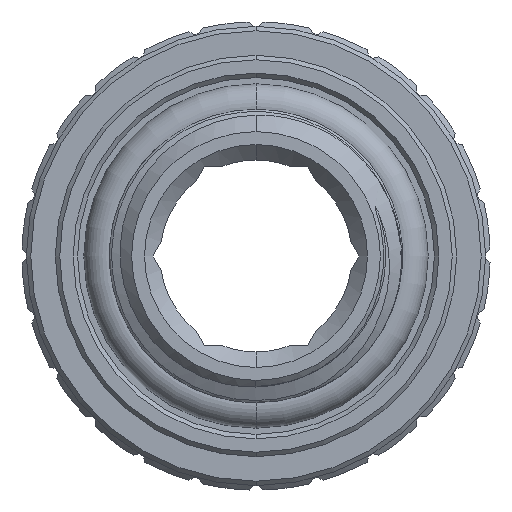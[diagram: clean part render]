
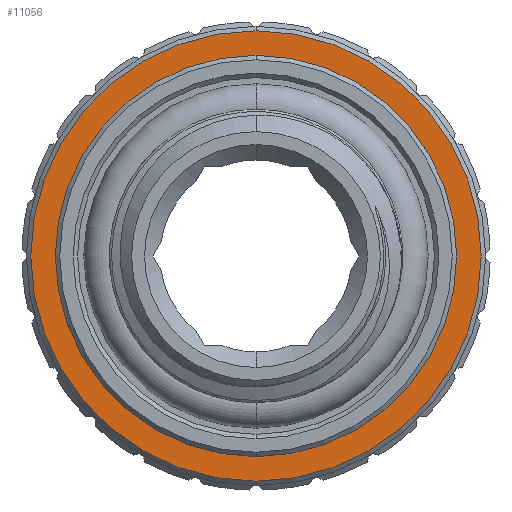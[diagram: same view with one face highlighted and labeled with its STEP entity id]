
A CAD part, front view. The second image highlights one B-rep face of the part: STEP entity #11056.
In plain terms, the highlighted planar face has unit normal (0, -1, 0).
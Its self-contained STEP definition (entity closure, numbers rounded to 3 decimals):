
#108 = FACE_BOUND ( 'NONE', #2877, .T. ) ;
#128 = AXIS2_PLACEMENT_3D ( 'NONE', #4972, #17357, #17440 ) ;
#489 = AXIS2_PLACEMENT_3D ( 'NONE', #8794, #8872, #14272 ) ;
#916 = EDGE_LOOP ( 'NONE', ( #3645, #5470 ) ) ;
#1499 = CIRCLE ( 'NONE', #10662, 10.1 ) ;
#1853 = CARTESIAN_POINT ( 'NONE',  ( 0., 0.2, 10.1 ) ) ;
#2877 = EDGE_LOOP ( 'NONE', ( #15720, #11536 ) ) ;
#3008 = DIRECTION ( 'NONE',  ( 0., -1., 0. ) ) ;
#3645 = ORIENTED_EDGE ( 'NONE', *, *, #13388, .T. ) ;
#4759 = CARTESIAN_POINT ( 'NONE',  ( 0., 0.2, -10.1 ) ) ;
#4798 = CIRCLE ( 'NONE', #14831, 9. ) ;
#4972 = CARTESIAN_POINT ( 'NONE',  ( 0., 0.2, 0. ) ) ;
#5470 = ORIENTED_EDGE ( 'NONE', *, *, #15461, .T. ) ;
#5577 = FACE_OUTER_BOUND ( 'NONE', #916, .T. ) ;
#5593 = AXIS2_PLACEMENT_3D ( 'NONE', #15554, #3008, #16810 ) ;
#6592 = VERTEX_POINT ( 'NONE', #11309 ) ;
#6730 = DIRECTION ( 'NONE',  ( 0., 0., -1. ) ) ;
#7267 = CARTESIAN_POINT ( 'NONE',  ( 0., 0.2, 0. ) ) ;
#7693 = EDGE_CURVE ( 'NONE', #6592, #8940, #4798, .T. ) ;
#7700 = VERTEX_POINT ( 'NONE', #4759 ) ;
#8350 = PLANE ( 'NONE',  #489 ) ;
#8794 = CARTESIAN_POINT ( 'NONE',  ( 0., 0.2, 0. ) ) ;
#8872 = DIRECTION ( 'NONE',  ( 0., -1., 0. ) ) ;
#8940 = VERTEX_POINT ( 'NONE', #16955 ) ;
#9276 = CIRCLE ( 'NONE', #128, 10.1 ) ;
#9424 = CARTESIAN_POINT ( 'NONE',  ( 0., 0.2, 0. ) ) ;
#9636 = EDGE_CURVE ( 'NONE', #8940, #6592, #15038, .T. ) ;
#10662 = AXIS2_PLACEMENT_3D ( 'NONE', #7267, #14262, #11297 ) ;
#11056 = ADVANCED_FACE ( 'NONE', ( #5577, #108 ), #8350, .T. ) ;
#11297 = DIRECTION ( 'NONE',  ( 0., 0., -1. ) ) ;
#11309 = CARTESIAN_POINT ( 'NONE',  ( 0., 0.2, -9. ) ) ;
#11536 = ORIENTED_EDGE ( 'NONE', *, *, #7693, .F. ) ;
#13388 = EDGE_CURVE ( 'NONE', #17130, #7700, #9276, .T. ) ;
#14262 = DIRECTION ( 'NONE',  ( 0., -1., 0. ) ) ;
#14272 = DIRECTION ( 'NONE',  ( 0., 0., -1. ) ) ;
#14831 = AXIS2_PLACEMENT_3D ( 'NONE', #9424, #14897, #6730 ) ;
#14897 = DIRECTION ( 'NONE',  ( 0., -1., 0. ) ) ;
#15038 = CIRCLE ( 'NONE', #5593, 9. ) ;
#15461 = EDGE_CURVE ( 'NONE', #7700, #17130, #1499, .T. ) ;
#15554 = CARTESIAN_POINT ( 'NONE',  ( 0., 0.2, 0. ) ) ;
#15720 = ORIENTED_EDGE ( 'NONE', *, *, #9636, .F. ) ;
#16810 = DIRECTION ( 'NONE',  ( 0., 0., -1. ) ) ;
#16955 = CARTESIAN_POINT ( 'NONE',  ( 0., 0.2, 9. ) ) ;
#17130 = VERTEX_POINT ( 'NONE', #1853 ) ;
#17357 = DIRECTION ( 'NONE',  ( 0., -1., 0. ) ) ;
#17440 = DIRECTION ( 'NONE',  ( 0., 0., -1. ) ) ;
